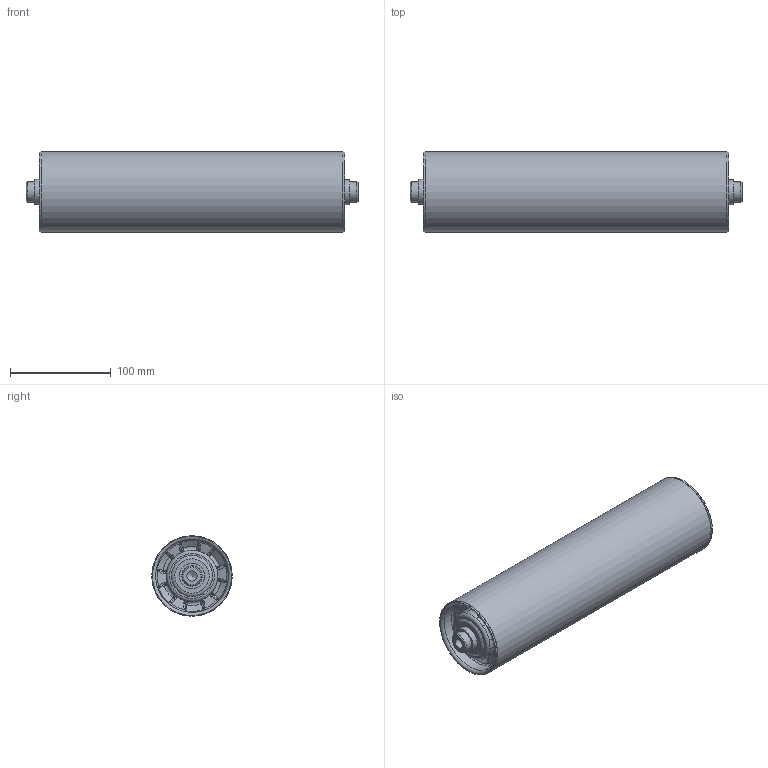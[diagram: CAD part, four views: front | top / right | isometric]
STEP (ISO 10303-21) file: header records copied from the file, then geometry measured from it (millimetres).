
FILE_DESCRIPTION((''),'2;1');
FILE_NAME('ALFOTEC_TR2_80x2,0_ST_A20_ML300_AL330_IGW.stp',('ALFOTEC GmbH'),'Die Weitergabe, Vervielfaeltigung und Verwertung der technischen Zeichnung ist nur mit ausdruecklicher Einwilligung des Urhebers gestattet. Technische Aenderungen sowie bei Verstoessen Ansprueche auf Schadenersatz (auch fuer den Fall einer Patent-, Gebra');
FILE_SCHEMA(('CONFIG_CONTROL_DESIGN'));
Length unit declared in the file: millimetre
Products named in the file (1): TR_Shrinkwrap_1
Bounding box: 330 x 80 x 80 mm (x, y, z)
Volume: 1457531.3 mm3; surface area: 101876.1 mm2
Topology: 1 solids, 1 shells, 279 faces, 695 edges, 406 vertices
Faces by surface type: bspline 144, plane 38, cylinder 37, torus 32, cone 28
Full cylindrical faces by diameter (mm): 10.106 x2, 20 x2, 20.2 x2, 25 x2, 72.5 x2, 79.5 x2, 80 x1
Entity records: 12811 total; most frequent: CARTESIAN_POINT 6958, ORIENTED_EDGE 1272, DIRECTION 920, EDGE_CURVE 636, AXIS2_PLACEMENT_3D 436, VERTEX_POINT 396, EDGE_LOOP 316, CIRCLE 300
